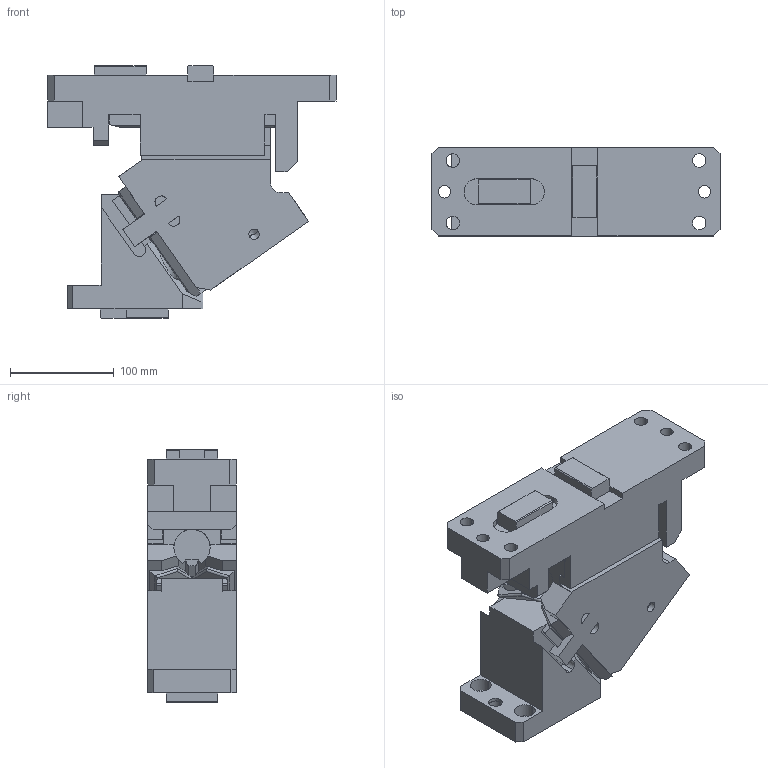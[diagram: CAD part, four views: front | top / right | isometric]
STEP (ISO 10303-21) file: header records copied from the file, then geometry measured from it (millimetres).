
FILE_DESCRIPTION(('CATIA V5 STEP Exchange'),'2;1');
FILE_NAME('CACV_85_55.stp','2015-04-24T14:10:00+00:00',('none'),('none'),'CATIA Version 5 Release 19 SP 2 (IN-10)','CATIA V5 STEP AP203','none');
FILE_SCHEMA(('CONFIG_CONTROL_DESIGN'));
Length unit declared in the file: millimetre
Products named in the file (1): CACV_85_55
Bounding box: 277 x 85 x 243 mm (x, y, z)
Volume: 3171614.6 mm3; surface area: 296489.5 mm2
Topology: 3 solids, 3 shells, 372 faces, 1048 edges, 683 vertices
Faces by surface type: plane 264, cylinder 100, cone 8
Entity records: 12550 total; most frequent: CARTESIAN_POINT 3170, ORIENTED_EDGE 2084, DIRECTION 1637, EDGE_CURVE 1042, VECTOR 820, LINE 820, VERTEX_POINT 683, AXIS2_PLACEMENT_3D 479
